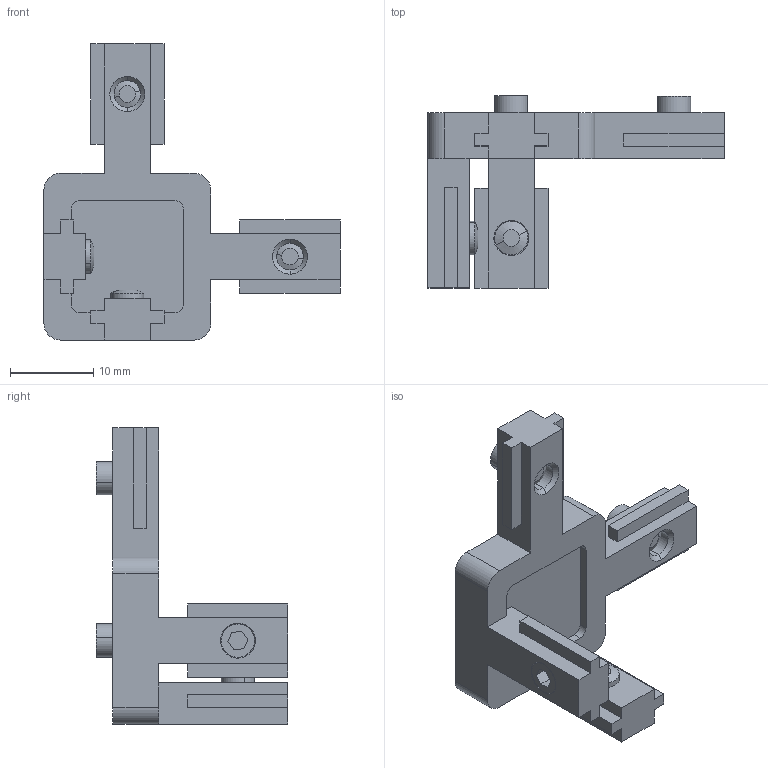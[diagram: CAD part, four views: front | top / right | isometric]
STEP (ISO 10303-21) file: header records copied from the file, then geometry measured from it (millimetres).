
FILE_DESCRIPTION (( 'STEP AP214' ), '1' );
FILE_NAME ('SNSD.30.52.12. 3-õ ñòîðîííèé ñîåäèíèòåëü 20õ20, ïàç 6(H28).STEP', '2015-01-14T13:56:08', ( 'XTreme.ws' ), ( 'XTreme.ws' ), 'SwSTEP 2.0', 'SolidWorks 2014', '' );
FILE_SCHEMA (( 'AUTOMOTIVE_DESIGN' ));
Length unit declared in the file: millimetre
Products named in the file (8): SNSD.30.51.55 鎔艜H28; SNSD.30.51.55 鎔艜H28_00; SNSD.30.52.12. 3-õ ñòîðîííèé ñîåäèíèòåëü 20õ20, ïàç 6(H28); SNSD.30.51.55. 3-õ ñòîðîííèé ñîåäèíèòåëü 30õ30, ïàç 8(D62)H28; SNSD.30.51.55. 3-õ ñòîðîííèé ñîåäèíèòåëü 30õ30, ïàç 8(D62)H28_00
Assembly tree (5 placements, depth 2):
  SNSD.30.51.55 鎔艜H28
  SNSD.30.51.55 鎔艜H28
  SNSD.30.52.12. 3-õ ñòîðîííèé ñîåäèíèòåëü 20õ20, ïàç 6(H28)
    SNSD.30.51.55 鎔艜H28_00  x4
    SNSD.30.51.55. 3-õ ñòîðîííèé ñîåäèíèòåëü 30õ30, ïàç 8(D62)H28_00
  SNSD.30.51.55. 3-õ ñòîðîííèé ñîåäèíèòåëü 30õ30, ïàç 8(D62)H28
  SNSD.30.51.55 鎔艜H28
Bounding box: 35.5 x 23 x 35.5 mm (x, y, z)
Volume: 4132.4 mm3; surface area: 3532.6 mm2
Topology: 5 solids, 5 shells, 146 faces, 372 edges, 240 vertices
Faces by surface type: plane 98, cone 24, cylinder 24
Entity records: 3631 total; most frequent: CARTESIAN_POINT 590, ORIENTED_EDGE 576, DIRECTION 574, EDGE_CURVE 288, LINE 234, VECTOR 234, VERTEX_POINT 186, AXIS2_PLACEMENT_3D 170
